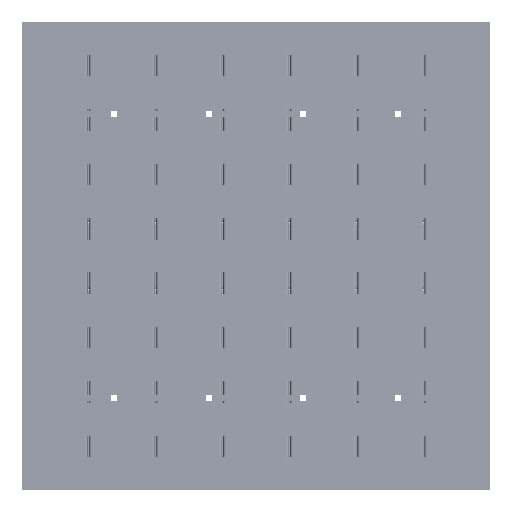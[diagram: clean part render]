
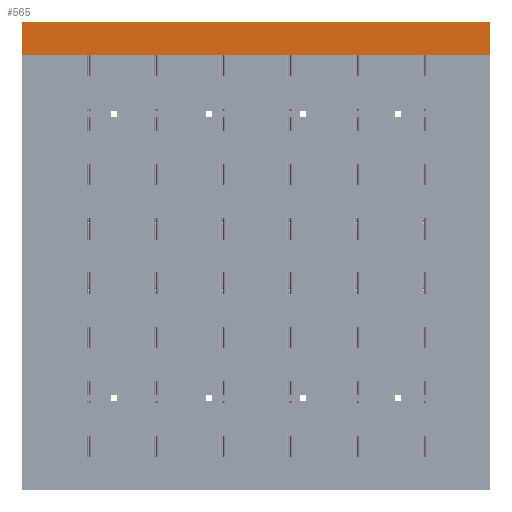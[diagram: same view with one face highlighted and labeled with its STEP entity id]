
A CAD part, front view. The second image highlights one B-rep face of the part: STEP entity #565.
In plain terms, the highlighted face is planar.
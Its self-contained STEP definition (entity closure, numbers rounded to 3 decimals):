
#433=CARTESIAN_POINT('',(969.367,-3.404,0.0));
#434=VERTEX_POINT('',#433);
#441=CARTESIAN_POINT('',(969.367,66.596,0.0));
#442=VERTEX_POINT('',#441);
#443=CARTESIAN_POINT('',(969.367,66.596,0.0));
#444=DIRECTION('',(0.0,-1.0,0.0));
#445=VECTOR('',#444,70.);
#446=LINE('',#443,#445);
#447=EDGE_CURVE('',#442,#434,#446,.T.);
#471=CARTESIAN_POINT('',(-30.633,-3.404,0.0));
#472=VERTEX_POINT('',#471);
#479=CARTESIAN_POINT('',(969.367,-3.404,0.0));
#480=DIRECTION('',(-1.0,0.0,0.0));
#481=VECTOR('',#480,1000.0);
#482=LINE('',#479,#481);
#483=EDGE_CURVE('',#434,#472,#482,.T.);
#502=CARTESIAN_POINT('',(-30.633,66.596,0.0));
#503=VERTEX_POINT('',#502);
#510=CARTESIAN_POINT('',(-30.633,-3.404,0.0));
#511=DIRECTION('',(0.0,1.0,0.0));
#512=VECTOR('',#511,70.0);
#513=LINE('',#510,#512);
#514=EDGE_CURVE('',#472,#503,#513,.T.);
#532=CARTESIAN_POINT('',(-30.633,66.596,0.0));
#533=DIRECTION('',(1.0,0.0,0.0));
#534=VECTOR('',#533,1000.0);
#535=LINE('',#532,#534);
#536=EDGE_CURVE('',#503,#442,#535,.T.);
#554=CARTESIAN_POINT('',(469.367,31.596,0.0));
#555=DIRECTION('',(0.0,0.0,1.0));
#556=DIRECTION('',(1.0,0.0,0.0));
#557=AXIS2_PLACEMENT_3D('',#554,#555,#556);
#558=PLANE('',#557);
#559=ORIENTED_EDGE('',*,*,#536,.T.);
#560=ORIENTED_EDGE('',*,*,#447,.T.);
#561=ORIENTED_EDGE('',*,*,#483,.T.);
#562=ORIENTED_EDGE('',*,*,#514,.T.);
#563=EDGE_LOOP('',(#559,#560,#561,#562));
#564=FACE_OUTER_BOUND('',#563,.T.);
#565=ADVANCED_FACE('',(#564),#558,.F.);
